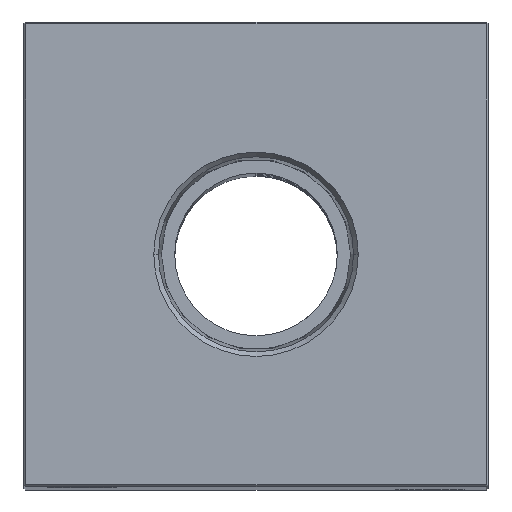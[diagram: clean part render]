
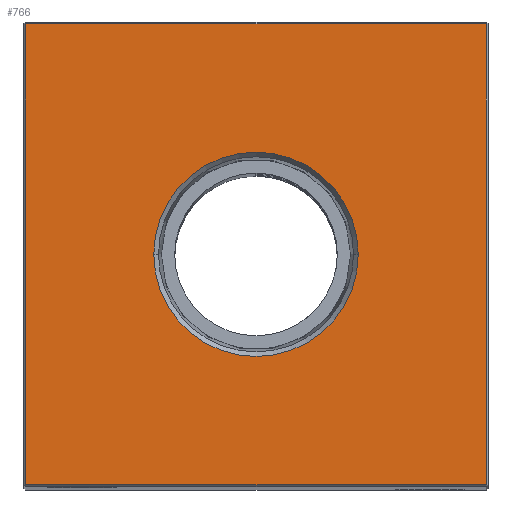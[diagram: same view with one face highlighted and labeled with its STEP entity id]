
A CAD part, top view. The second image highlights one B-rep face of the part: STEP entity #766.
In plain terms, the highlighted planar face has unit normal (0, 0, 1).
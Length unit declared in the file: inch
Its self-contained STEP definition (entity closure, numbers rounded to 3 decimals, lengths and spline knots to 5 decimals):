
#593 = CARTESIAN_POINT ( 'NONE',  ( -1.24, 0., 10.5 ) ) ;
#766 = ADVANCED_FACE ( 'NONE', ( #19663, #11769 ), #5049, .F. ) ;
#1150 = EDGE_CURVE ( 'NONE', #18746, #9887, #7171, .T. ) ;
#1588 = ORIENTED_EDGE ( 'NONE', *, *, #14351, .T. ) ;
#1861 = DIRECTION ( 'NONE',  ( -1., 0., 0. ) ) ;
#3094 = ORIENTED_EDGE ( 'NONE', *, *, #11034, .F. ) ;
#3299 = EDGE_LOOP ( 'NONE', ( #20880, #3094 ) ) ;
#3335 = VERTEX_POINT ( 'NONE', #6911 ) ;
#4122 = ORIENTED_EDGE ( 'NONE', *, *, #14225, .T. ) ;
#5049 = PLANE ( 'NONE',  #10834 ) ;
#5594 = DIRECTION ( 'NONE',  ( 1., 0., 0. ) ) ;
#6603 = DIRECTION ( 'NONE',  ( 0., -1., 0. ) ) ;
#6911 = CARTESIAN_POINT ( 'NONE',  ( 1.24, -1.24, 10.5 ) ) ;
#7171 = LINE ( 'NONE', #23150, #20634 ) ;
#7688 = CIRCLE ( 'NONE', #10609, 0.5499 ) ;
#8093 = VECTOR ( 'NONE', #8973, 39.37008 ) ;
#8913 = CARTESIAN_POINT ( 'NONE',  ( 0.5499, 0., 10.5 ) ) ;
#8973 = DIRECTION ( 'NONE',  ( 0., 1., 0. ) ) ;
#9332 = CARTESIAN_POINT ( 'NONE',  ( 0., -1.24, 10.5 ) ) ;
#9887 = VERTEX_POINT ( 'NONE', #10557 ) ;
#9962 = DIRECTION ( 'NONE',  ( 0., 0., -1. ) ) ;
#10032 = CARTESIAN_POINT ( 'NONE',  ( 0., 0., 10.5 ) ) ;
#10542 = CARTESIAN_POINT ( 'NONE',  ( 1.24, 0., 10.5 ) ) ;
#10557 = CARTESIAN_POINT ( 'NONE',  ( -1.24, 1.24, 10.5 ) ) ;
#10609 = AXIS2_PLACEMENT_3D ( 'NONE', #18145, #12217, #23904 ) ;
#10696 = DIRECTION ( 'NONE',  ( -1., 0., 0. ) ) ;
#10834 = AXIS2_PLACEMENT_3D ( 'NONE', #21895, #9962, #1861 ) ;
#11034 = EDGE_CURVE ( 'NONE', #12991, #15434, #20403, .T. ) ;
#11769 = FACE_BOUND ( 'NONE', #3299, .T. ) ;
#12217 = DIRECTION ( 'NONE',  ( 0., 0., 1. ) ) ;
#12991 = VERTEX_POINT ( 'NONE', #19872 ) ;
#13107 = DIRECTION ( 'NONE',  ( 1., 0., 0. ) ) ;
#13654 = ORIENTED_EDGE ( 'NONE', *, *, #21229, .T. ) ;
#14225 = EDGE_CURVE ( 'NONE', #9887, #14297, #22318, .T. ) ;
#14297 = VERTEX_POINT ( 'NONE', #16670 ) ;
#14351 = EDGE_CURVE ( 'NONE', #14297, #3335, #23353, .T. ) ;
#15434 = VERTEX_POINT ( 'NONE', #8913 ) ;
#15779 = AXIS2_PLACEMENT_3D ( 'NONE', #10032, #23535, #5594 ) ;
#16012 = EDGE_LOOP ( 'NONE', ( #4122, #1588, #13654, #24467 ) ) ;
#16670 = CARTESIAN_POINT ( 'NONE',  ( -1.24, -1.24, 10.5 ) ) ;
#18145 = CARTESIAN_POINT ( 'NONE',  ( 0., 0., 10.5 ) ) ;
#18681 = LINE ( 'NONE', #10542, #8093 ) ;
#18686 = VECTOR ( 'NONE', #6603, 39.37008 ) ;
#18746 = VERTEX_POINT ( 'NONE', #22789 ) ;
#19663 = FACE_OUTER_BOUND ( 'NONE', #16012, .T. ) ;
#19872 = CARTESIAN_POINT ( 'NONE',  ( -0.5499, 0., 10.5 ) ) ;
#20403 = CIRCLE ( 'NONE', #15779, 0.5499 ) ;
#20634 = VECTOR ( 'NONE', #10696, 39.37008 ) ;
#20880 = ORIENTED_EDGE ( 'NONE', *, *, #25341, .F. ) ;
#21229 = EDGE_CURVE ( 'NONE', #3335, #18746, #18681, .T. ) ;
#21895 = CARTESIAN_POINT ( 'NONE',  ( 0., 0., 10.5 ) ) ;
#22030 = VECTOR ( 'NONE', #13107, 39.37008 ) ;
#22318 = LINE ( 'NONE', #593, #18686 ) ;
#22789 = CARTESIAN_POINT ( 'NONE',  ( 1.24, 1.24, 10.5 ) ) ;
#23150 = CARTESIAN_POINT ( 'NONE',  ( 0., 1.24, 10.5 ) ) ;
#23353 = LINE ( 'NONE', #9332, #22030 ) ;
#23535 = DIRECTION ( 'NONE',  ( 0., 0., 1. ) ) ;
#23904 = DIRECTION ( 'NONE',  ( 1., 0., 0. ) ) ;
#24467 = ORIENTED_EDGE ( 'NONE', *, *, #1150, .T. ) ;
#25341 = EDGE_CURVE ( 'NONE', #15434, #12991, #7688, .T. ) ;
